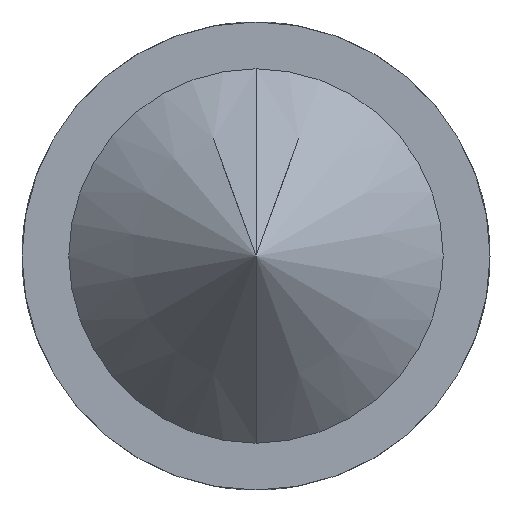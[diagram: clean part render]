
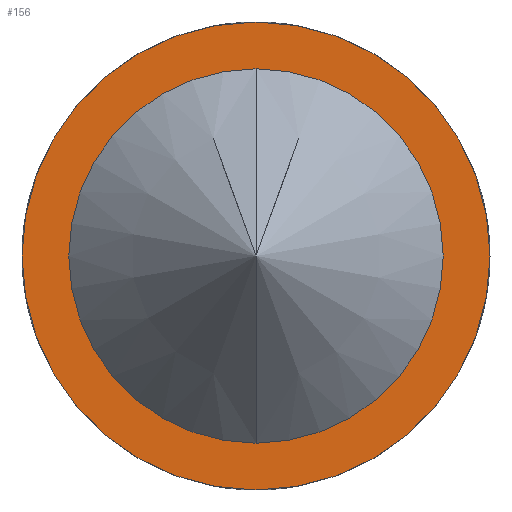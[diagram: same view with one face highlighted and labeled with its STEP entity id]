
A CAD part, front view. The second image highlights one B-rep face of the part: STEP entity #156.
In plain terms, the highlighted planar face has unit normal (0, -1, 0).
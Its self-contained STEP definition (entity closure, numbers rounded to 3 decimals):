
#78 = EDGE_LOOP ( 'NONE', ( #667, #619 ) ) ;
#79 = EDGE_LOOP ( 'NONE', ( #640, #670 ) ) ;
#128 = EDGE_CURVE ( 'NONE', #648, #613, #266, .T. ) ;
#137 = EDGE_CURVE ( 'NONE', #594, #647, #211, .T. ) ;
#139 = EDGE_CURVE ( 'NONE', #613, #648, #281, .T. ) ;
#143 = EDGE_CURVE ( 'NONE', #647, #594, #203, .T. ) ;
#156 = ADVANCED_FACE ( 'NONE', ( #612, #674 ), #486, .T. ) ;
#203 = CIRCLE ( 'NONE', #280, 1.5 ) ;
#211 = CIRCLE ( 'NONE', #239, 1.5 ) ;
#216 = AXIS2_PLACEMENT_3D ( 'NONE', #563, #561, #559 ) ;
#221 = AXIS2_PLACEMENT_3D ( 'NONE', #485, #484, #483 ) ;
#239 = AXIS2_PLACEMENT_3D ( 'NONE', #570, #569, #568 ) ;
#240 = AXIS2_PLACEMENT_3D ( 'NONE', #519, #527, #562 ) ;
#266 = CIRCLE ( 'NONE', #240, 2.5 ) ;
#280 = AXIS2_PLACEMENT_3D ( 'NONE', #532, #531, #529 ) ;
#281 = CIRCLE ( 'NONE', #216, 2.5 ) ;
#311 = CARTESIAN_POINT ( 'NONE',  ( 0., 0., -2.5 ) ) ;
#312 = CARTESIAN_POINT ( 'NONE',  ( 0., 0., 1.5 ) ) ;
#323 = CARTESIAN_POINT ( 'NONE',  ( 0., 0., 2.5 ) ) ;
#331 = CARTESIAN_POINT ( 'NONE',  ( 0., 0., -1.5 ) ) ;
#483 = DIRECTION ( 'NONE',  ( 0., 0., -1. ) ) ;
#484 = DIRECTION ( 'NONE',  ( 0., -1., 0. ) ) ;
#485 = CARTESIAN_POINT ( 'NONE',  ( 0., 0., 2.5 ) ) ;
#486 = PLANE ( 'NONE',  #221 ) ;
#519 = CARTESIAN_POINT ( 'NONE',  ( 0., 0., 0. ) ) ;
#527 = DIRECTION ( 'NONE',  ( 0., 1., 0. ) ) ;
#529 = DIRECTION ( 'NONE',  ( 0., 0., 1. ) ) ;
#531 = DIRECTION ( 'NONE',  ( 0., 1., 0. ) ) ;
#532 = CARTESIAN_POINT ( 'NONE',  ( 0., 0., 0. ) ) ;
#559 = DIRECTION ( 'NONE',  ( 0., 0., 1. ) ) ;
#561 = DIRECTION ( 'NONE',  ( 0., 1., 0. ) ) ;
#562 = DIRECTION ( 'NONE',  ( 0., 0., 1. ) ) ;
#563 = CARTESIAN_POINT ( 'NONE',  ( 0., 0., 0. ) ) ;
#568 = DIRECTION ( 'NONE',  ( 0., 0., 1. ) ) ;
#569 = DIRECTION ( 'NONE',  ( 0., 1., 0. ) ) ;
#570 = CARTESIAN_POINT ( 'NONE',  ( 0., 0., 0. ) ) ;
#594 = VERTEX_POINT ( 'NONE', #331 ) ;
#612 = FACE_BOUND ( 'NONE', #78, .T. ) ;
#613 = VERTEX_POINT ( 'NONE', #323 ) ;
#619 = ORIENTED_EDGE ( 'NONE', *, *, #137, .T. ) ;
#640 = ORIENTED_EDGE ( 'NONE', *, *, #139, .F. ) ;
#647 = VERTEX_POINT ( 'NONE', #312 ) ;
#648 = VERTEX_POINT ( 'NONE', #311 ) ;
#667 = ORIENTED_EDGE ( 'NONE', *, *, #143, .T. ) ;
#670 = ORIENTED_EDGE ( 'NONE', *, *, #128, .F. ) ;
#674 = FACE_OUTER_BOUND ( 'NONE', #79, .T. ) ;
